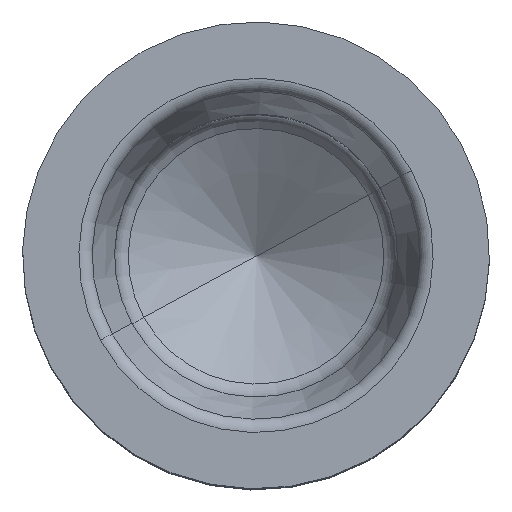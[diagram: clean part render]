
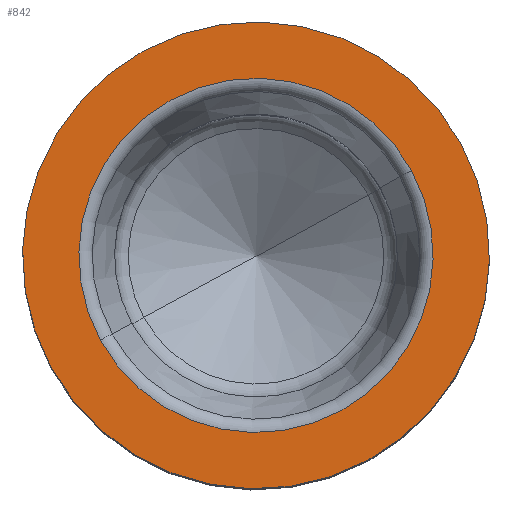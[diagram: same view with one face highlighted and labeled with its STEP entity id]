
A CAD part, top view. The second image highlights one B-rep face of the part: STEP entity #842.
In plain terms, the highlighted planar face has unit normal (0, 0, 1).
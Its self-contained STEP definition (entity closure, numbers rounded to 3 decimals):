
#392=AXIS2_PLACEMENT_3D('Circle Axis2P3D',#390,#391,$) ;
#411=AXIS2_PLACEMENT_3D('Circle Axis2P3D',#409,#410,$) ;
#428=AXIS2_PLACEMENT_3D('Circle Axis2P3D',#426,#427,$) ;
#463=AXIS2_PLACEMENT_3D('Circle Axis2P3D',#461,#462,$) ;
#832=AXIS2_PLACEMENT_3D('Plane Axis2P3D',#829,#830,#831) ;
#387=CARTESIAN_POINT('Vertex',(2.756,5.249,49.1)) ;
#390=CARTESIAN_POINT('Axis2P3D Location',(8.25,8.25,49.1)) ;
#394=CARTESIAN_POINT('Vertex',(13.744,11.251,49.1)) ;
#409=CARTESIAN_POINT('Axis2P3D Location',(8.25,8.25,49.1)) ;
#426=CARTESIAN_POINT('Axis2P3D Location',(8.25,8.25,49.1)) ;
#430=CARTESIAN_POINT('Vertex',(1.01,4.295,49.1)) ;
#432=CARTESIAN_POINT('Vertex',(15.49,12.205,49.1)) ;
#461=CARTESIAN_POINT('Axis2P3D Location',(8.25,8.25,49.1)) ;
#829=CARTESIAN_POINT('Axis2P3D Location',(1.99,8.25,49.1)) ;
#391=DIRECTION('Axis2P3D Direction',(0.,0.,1.)) ;
#410=DIRECTION('Axis2P3D Direction',(0.,0.,1.)) ;
#427=DIRECTION('Axis2P3D Direction',(0.,0.,1.)) ;
#462=DIRECTION('Axis2P3D Direction',(0.,0.,1.)) ;
#830=DIRECTION('Axis2P3D Direction',(0.,0.,1.)) ;
#831=DIRECTION('Axis2P3D XDirection',(1.,0.,0.)) ;
#835=ORIENTED_EDGE('',*,*,#465,.T.) ;
#836=ORIENTED_EDGE('',*,*,#434,.T.) ;
#839=ORIENTED_EDGE('',*,*,#396,.F.) ;
#840=ORIENTED_EDGE('',*,*,#413,.F.) ;
#841=FACE_BOUND('',#838,.T.) ;
#842=ADVANCED_FACE('KOSF_10MM_100A',(#837,#841),#833,.T.) ;
#393=CIRCLE('generated circle',#392,6.26) ;
#412=CIRCLE('generated circle',#411,6.26) ;
#429=CIRCLE('generated circle',#428,8.25) ;
#464=CIRCLE('generated circle',#463,8.25) ;
#396=EDGE_CURVE('',#388,#395,#393,.T.) ;
#413=EDGE_CURVE('',#395,#388,#412,.T.) ;
#434=EDGE_CURVE('',#431,#433,#429,.T.) ;
#465=EDGE_CURVE('',#433,#431,#464,.T.) ;
#834=EDGE_LOOP('',(#835,#836)) ;
#838=EDGE_LOOP('',(#839,#840)) ;
#837=FACE_OUTER_BOUND('',#834,.T.) ;
#833=PLANE('',#832) ;
#388=VERTEX_POINT('',#387) ;
#395=VERTEX_POINT('',#394) ;
#431=VERTEX_POINT('',#430) ;
#433=VERTEX_POINT('',#432) ;
